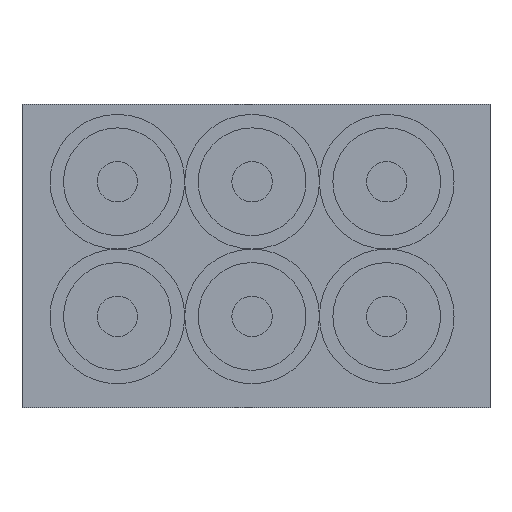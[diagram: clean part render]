
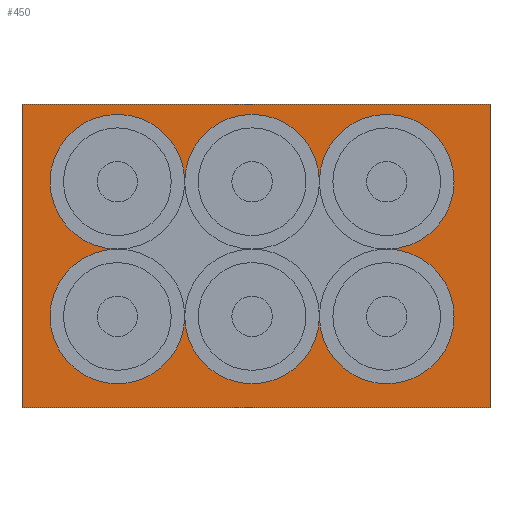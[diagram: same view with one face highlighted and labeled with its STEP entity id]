
A CAD part, left-side view. The second image highlights one B-rep face of the part: STEP entity #450.
In plain terms, the highlighted planar face has unit normal (-1, 0, 0).
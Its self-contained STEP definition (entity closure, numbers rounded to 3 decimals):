
#51=CARTESIAN_POINT('Axis2P3D Location',(6.,0.,0.)) ;
#284=CARTESIAN_POINT('Vertex',(6.,10.,0.)) ;
#291=CARTESIAN_POINT('Vertex',(6.,0.,10.)) ;
#298=CARTESIAN_POINT('Vertex',(6.,10.,20.)) ;
#317=CARTESIAN_POINT('Vertex',(6.,40.,10.)) ;
#319=CARTESIAN_POINT('Vertex',(6.,30.,0.)) ;
#331=CARTESIAN_POINT('Vertex',(6.,30.,20.)) ;
#346=CARTESIAN_POINT('Line Origine',(6.,19.413,31.496)) ;
#350=CARTESIAN_POINT('Vertex',(6.,54.165,31.496)) ;
#352=CARTESIAN_POINT('Vertex',(6.,-15.338,31.496)) ;
#355=CARTESIAN_POINT('Line Origine',(6.,54.165,8.973)) ;
#359=CARTESIAN_POINT('Vertex',(6.,54.165,-13.55)) ;
#362=CARTESIAN_POINT('Line Origine',(6.,19.413,-13.55)) ;
#366=CARTESIAN_POINT('Vertex',(6.,-15.338,-13.55)) ;
#369=CARTESIAN_POINT('Line Origine',(6.,-15.338,8.973)) ;
#380=CARTESIAN_POINT('Axis2P3D Location',(6.,20.,20.)) ;
#385=CARTESIAN_POINT('Axis2P3D Location',(6.,0.,20.)) ;
#389=CARTESIAN_POINT('Vertex',(6.,-10.,20.)) ;
#392=CARTESIAN_POINT('Axis2P3D Location',(6.,0.,20.)) ;
#397=CARTESIAN_POINT('Axis2P3D Location',(6.,0.,0.)) ;
#401=CARTESIAN_POINT('Vertex',(6.,-10.,0.)) ;
#404=CARTESIAN_POINT('Axis2P3D Location',(6.,0.,0.)) ;
#409=CARTESIAN_POINT('Axis2P3D Location',(6.,20.,0.)) ;
#414=CARTESIAN_POINT('Axis2P3D Location',(6.,40.,0.)) ;
#418=CARTESIAN_POINT('Vertex',(6.,50.,0.)) ;
#421=CARTESIAN_POINT('Axis2P3D Location',(6.,40.,0.)) ;
#426=CARTESIAN_POINT('Axis2P3D Location',(6.,40.,20.)) ;
#430=CARTESIAN_POINT('Vertex',(6.,50.,20.)) ;
#433=CARTESIAN_POINT('Axis2P3D Location',(6.,40.,20.)) ;
#52=DIRECTION('Axis2P3D Direction',(1.,0.,0.)) ;
#53=DIRECTION('Axis2P3D XDirection',(0.,1.,0.)) ;
#347=DIRECTION('Vector Direction',(0.,1.,0.)) ;
#356=DIRECTION('Vector Direction',(0.,0.,1.)) ;
#363=DIRECTION('Vector Direction',(0.,-1.,0.)) ;
#370=DIRECTION('Vector Direction',(0.,0.,-1.)) ;
#381=DIRECTION('Axis2P3D Direction',(1.,0.,0.)) ;
#386=DIRECTION('Axis2P3D Direction',(1.,0.,0.)) ;
#393=DIRECTION('Axis2P3D Direction',(1.,0.,0.)) ;
#398=DIRECTION('Axis2P3D Direction',(1.,0.,0.)) ;
#405=DIRECTION('Axis2P3D Direction',(1.,0.,0.)) ;
#410=DIRECTION('Axis2P3D Direction',(1.,0.,0.)) ;
#415=DIRECTION('Axis2P3D Direction',(1.,0.,0.)) ;
#422=DIRECTION('Axis2P3D Direction',(1.,0.,0.)) ;
#427=DIRECTION('Axis2P3D Direction',(1.,0.,0.)) ;
#434=DIRECTION('Axis2P3D Direction',(1.,0.,0.)) ;
#54=AXIS2_PLACEMENT_3D('Plane Axis2P3D',#51,#52,#53) ;
#382=AXIS2_PLACEMENT_3D('Circle Axis2P3D',#380,#381,$) ;
#387=AXIS2_PLACEMENT_3D('Circle Axis2P3D',#385,#386,$) ;
#394=AXIS2_PLACEMENT_3D('Circle Axis2P3D',#392,#393,$) ;
#399=AXIS2_PLACEMENT_3D('Circle Axis2P3D',#397,#398,$) ;
#406=AXIS2_PLACEMENT_3D('Circle Axis2P3D',#404,#405,$) ;
#411=AXIS2_PLACEMENT_3D('Circle Axis2P3D',#409,#410,$) ;
#416=AXIS2_PLACEMENT_3D('Circle Axis2P3D',#414,#415,$) ;
#423=AXIS2_PLACEMENT_3D('Circle Axis2P3D',#421,#422,$) ;
#428=AXIS2_PLACEMENT_3D('Circle Axis2P3D',#426,#427,$) ;
#435=AXIS2_PLACEMENT_3D('Circle Axis2P3D',#433,#434,$) ;
#375=ORIENTED_EDGE('',*,*,#354,.F.) ;
#376=ORIENTED_EDGE('',*,*,#361,.F.) ;
#377=ORIENTED_EDGE('',*,*,#368,.F.) ;
#378=ORIENTED_EDGE('',*,*,#373,.F.) ;
#439=ORIENTED_EDGE('',*,*,#384,.T.) ;
#440=ORIENTED_EDGE('',*,*,#391,.T.) ;
#441=ORIENTED_EDGE('',*,*,#396,.T.) ;
#442=ORIENTED_EDGE('',*,*,#403,.T.) ;
#443=ORIENTED_EDGE('',*,*,#408,.T.) ;
#444=ORIENTED_EDGE('',*,*,#413,.T.) ;
#445=ORIENTED_EDGE('',*,*,#420,.T.) ;
#446=ORIENTED_EDGE('',*,*,#425,.T.) ;
#447=ORIENTED_EDGE('',*,*,#432,.T.) ;
#448=ORIENTED_EDGE('',*,*,#437,.T.) ;
#449=FACE_BOUND('',#438,.T.) ;
#348=VECTOR('Line Direction',#347,1.) ;
#357=VECTOR('Line Direction',#356,1.) ;
#364=VECTOR('Line Direction',#363,1.) ;
#371=VECTOR('Line Direction',#370,1.) ;
#450=ADVANCED_FACE('PartBody',(#379,#449),#55,.F.) ;
#383=CIRCLE('generated circle',#382,10.) ;
#388=CIRCLE('generated circle',#387,10.) ;
#395=CIRCLE('generated circle',#394,10.) ;
#400=CIRCLE('generated circle',#399,10.) ;
#407=CIRCLE('generated circle',#406,10.) ;
#412=CIRCLE('generated circle',#411,10.) ;
#417=CIRCLE('generated circle',#416,10.) ;
#424=CIRCLE('generated circle',#423,10.) ;
#429=CIRCLE('generated circle',#428,10.) ;
#436=CIRCLE('generated circle',#435,10.) ;
#354=EDGE_CURVE('',#351,#353,#349,.F.) ;
#361=EDGE_CURVE('',#360,#351,#358,.T.) ;
#368=EDGE_CURVE('',#367,#360,#365,.F.) ;
#373=EDGE_CURVE('',#353,#367,#372,.T.) ;
#384=EDGE_CURVE('',#332,#299,#383,.T.) ;
#391=EDGE_CURVE('',#299,#390,#388,.T.) ;
#396=EDGE_CURVE('',#390,#292,#395,.T.) ;
#403=EDGE_CURVE('',#292,#402,#400,.T.) ;
#408=EDGE_CURVE('',#402,#285,#407,.T.) ;
#413=EDGE_CURVE('',#285,#320,#412,.T.) ;
#420=EDGE_CURVE('',#320,#419,#417,.T.) ;
#425=EDGE_CURVE('',#419,#318,#424,.T.) ;
#432=EDGE_CURVE('',#318,#431,#429,.T.) ;
#437=EDGE_CURVE('',#431,#332,#436,.T.) ;
#374=EDGE_LOOP('',(#375,#376,#377,#378)) ;
#438=EDGE_LOOP('',(#439,#440,#441,#442,#443,#444,#445,#446,#447,#448)) ;
#379=FACE_OUTER_BOUND('',#374,.T.) ;
#349=LINE('Line',#346,#348) ;
#358=LINE('Line',#355,#357) ;
#365=LINE('Line',#362,#364) ;
#372=LINE('Line',#369,#371) ;
#55=PLANE('',#54) ;
#285=VERTEX_POINT('',#284) ;
#292=VERTEX_POINT('',#291) ;
#299=VERTEX_POINT('',#298) ;
#318=VERTEX_POINT('',#317) ;
#320=VERTEX_POINT('',#319) ;
#332=VERTEX_POINT('',#331) ;
#351=VERTEX_POINT('',#350) ;
#353=VERTEX_POINT('',#352) ;
#360=VERTEX_POINT('',#359) ;
#367=VERTEX_POINT('',#366) ;
#390=VERTEX_POINT('',#389) ;
#402=VERTEX_POINT('',#401) ;
#419=VERTEX_POINT('',#418) ;
#431=VERTEX_POINT('',#430) ;
